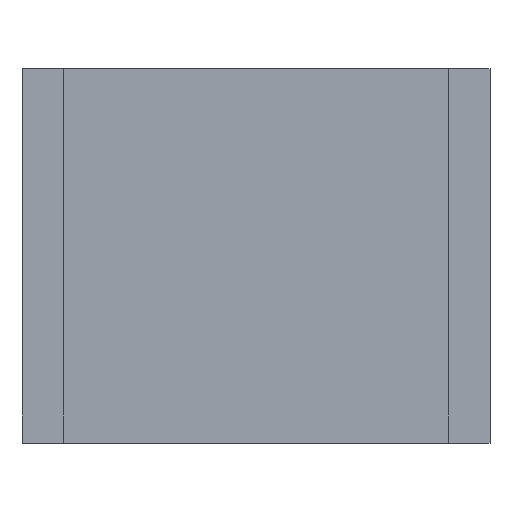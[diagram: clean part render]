
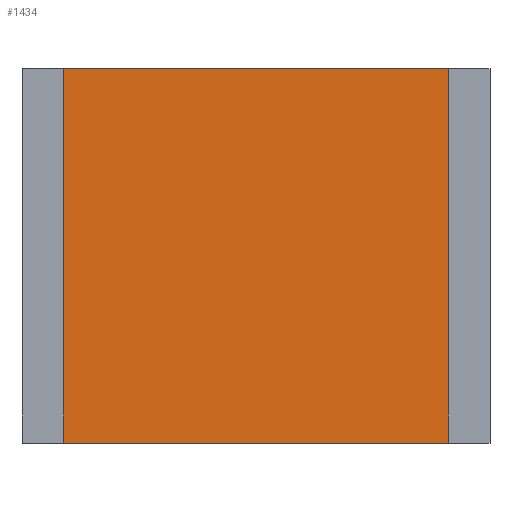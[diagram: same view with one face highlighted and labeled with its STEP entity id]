
A CAD part, top view. The second image highlights one B-rep face of the part: STEP entity #1434.
In plain terms, the highlighted planar face has unit normal (0, 0, 1).
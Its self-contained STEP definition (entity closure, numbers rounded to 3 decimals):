
#1277 = VERTEX_POINT('',#1278);
#1278 = CARTESIAN_POINT('',(-1.03,1.,1.04));
#1284 = EDGE_CURVE('',#1277,#1285,#1287,.T.);
#1285 = VERTEX_POINT('',#1286);
#1286 = CARTESIAN_POINT('',(1.03,1.,1.04));
#1287 = LINE('',#1288,#1289);
#1288 = CARTESIAN_POINT('',(-1.25,1.,1.04));
#1289 = VECTOR('',#1290,1.);
#1290 = DIRECTION('',(1.,0.,0.));
#1312 = VERTEX_POINT('',#1313);
#1313 = CARTESIAN_POINT('',(-1.03,-1.,1.04));
#1319 = EDGE_CURVE('',#1312,#1320,#1322,.T.);
#1320 = VERTEX_POINT('',#1321);
#1321 = CARTESIAN_POINT('',(1.03,-1.,1.04));
#1322 = LINE('',#1323,#1324);
#1323 = CARTESIAN_POINT('',(-1.25,-1.,1.04));
#1324 = VECTOR('',#1325,1.);
#1325 = DIRECTION('',(1.,0.,0.));
#1434 = ADVANCED_FACE('',(#1435),#1451,.T.);
#1435 = FACE_BOUND('',#1436,.T.);
#1436 = EDGE_LOOP('',(#1437,#1443,#1444,#1450));
#1437 = ORIENTED_EDGE('',*,*,#1438,.F.);
#1438 = EDGE_CURVE('',#1312,#1277,#1439,.T.);
#1439 = LINE('',#1440,#1441);
#1440 = CARTESIAN_POINT('',(-1.03,-1.,1.04));
#1441 = VECTOR('',#1442,1.);
#1442 = DIRECTION('',(0.,1.,0.));
#1443 = ORIENTED_EDGE('',*,*,#1319,.T.);
#1444 = ORIENTED_EDGE('',*,*,#1445,.T.);
#1445 = EDGE_CURVE('',#1320,#1285,#1446,.T.);
#1446 = LINE('',#1447,#1448);
#1447 = CARTESIAN_POINT('',(1.03,-1.,1.04));
#1448 = VECTOR('',#1449,1.);
#1449 = DIRECTION('',(0.,1.,0.));
#1450 = ORIENTED_EDGE('',*,*,#1284,.F.);
#1451 = PLANE('',#1452);
#1452 = AXIS2_PLACEMENT_3D('',#1453,#1454,#1455);
#1453 = CARTESIAN_POINT('',(-1.25,-1.,1.04));
#1454 = DIRECTION('',(0.,0.,1.));
#1455 = DIRECTION('',(1.,0.,0.));
